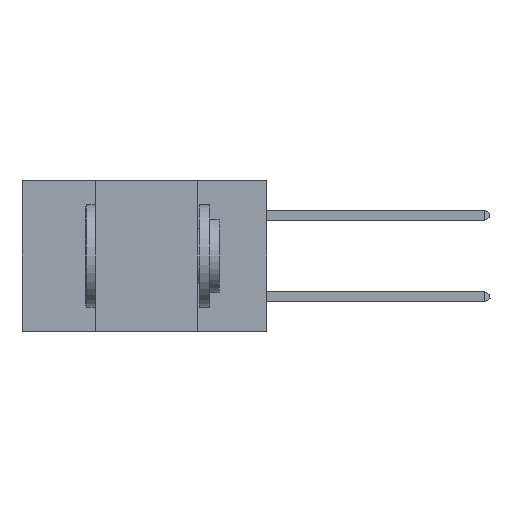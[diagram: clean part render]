
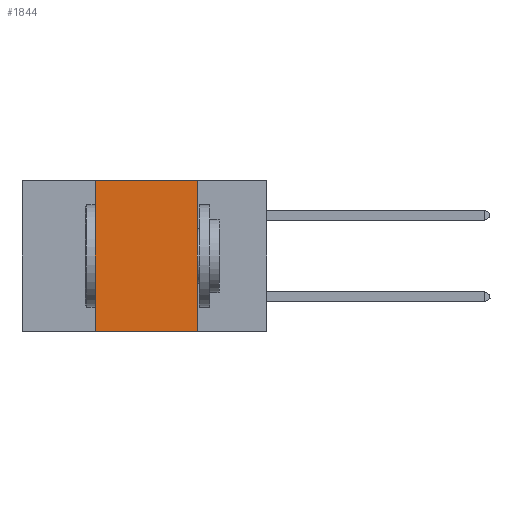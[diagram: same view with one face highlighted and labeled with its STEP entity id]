
A CAD part, left-side view. The second image highlights one B-rep face of the part: STEP entity #1844.
In plain terms, the highlighted planar face has unit normal (-1, 0, 0).
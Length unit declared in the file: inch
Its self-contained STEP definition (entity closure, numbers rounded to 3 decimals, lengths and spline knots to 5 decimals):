
#80 = LINE ( 'NONE', #4739, #6314 ) ;
#443 = EDGE_CURVE ( 'NONE', #23009, #3703, #5702, .T. ) ;
#584 = DIRECTION ( 'NONE',  ( 0., -1., 0. ) ) ;
#1171 = CARTESIAN_POINT ( 'NONE',  ( 0., 0.42, -0.37 ) ) ;
#1533 = ORIENTED_EDGE ( 'NONE', *, *, #15397, .F. ) ;
#1844 = ADVANCED_FACE ( 'NONE', ( #21956 ), #24735, .F. ) ;
#3264 = CARTESIAN_POINT ( 'NONE',  ( 0., 0.6, -0.37 ) ) ;
#3472 = DIRECTION ( 'NONE',  ( 0., 0., -1. ) ) ;
#3703 = VERTEX_POINT ( 'NONE', #15807 ) ;
#4739 = CARTESIAN_POINT ( 'NONE',  ( 0., 0.42, 0. ) ) ;
#5702 = LINE ( 'NONE', #3264, #18218 ) ;
#6314 = VECTOR ( 'NONE', #18444, 39.37008 ) ;
#6798 = CARTESIAN_POINT ( 'NONE',  ( 0., 0.17, 0. ) ) ;
#7017 = ORIENTED_EDGE ( 'NONE', *, *, #18629, .F. ) ;
#7515 = VERTEX_POINT ( 'NONE', #16823 ) ;
#8095 = ORIENTED_EDGE ( 'NONE', *, *, #20628, .F. ) ;
#11279 = VECTOR ( 'NONE', #584, 39.37008 ) ;
#12288 = EDGE_LOOP ( 'NONE', ( #1533, #7017, #8095, #23730 ) ) ;
#13544 = VECTOR ( 'NONE', #22333, 39.37008 ) ;
#15397 = EDGE_CURVE ( 'NONE', #24285, #3703, #24680, .T. ) ;
#15772 = AXIS2_PLACEMENT_3D ( 'NONE', #26972, #27167, #3472 ) ;
#15807 = CARTESIAN_POINT ( 'NONE',  ( 0., 0.17, -0.37 ) ) ;
#16823 = CARTESIAN_POINT ( 'NONE',  ( 0., 0.42, 0. ) ) ;
#18218 = VECTOR ( 'NONE', #21122, 39.37008 ) ;
#18444 = DIRECTION ( 'NONE',  ( 0., 0., 1. ) ) ;
#18629 = EDGE_CURVE ( 'NONE', #7515, #24285, #22412, .T. ) ;
#20628 = EDGE_CURVE ( 'NONE', #23009, #7515, #80, .T. ) ;
#20954 = CARTESIAN_POINT ( 'NONE',  ( 0., 0.6, 0. ) ) ;
#21122 = DIRECTION ( 'NONE',  ( 0., -1., 0. ) ) ;
#21956 = FACE_OUTER_BOUND ( 'NONE', #12288, .T. ) ;
#22333 = DIRECTION ( 'NONE',  ( 0., 0., -1. ) ) ;
#22412 = LINE ( 'NONE', #20954, #11279 ) ;
#22504 = CARTESIAN_POINT ( 'NONE',  ( 0., 0.17, 0. ) ) ;
#23009 = VERTEX_POINT ( 'NONE', #1171 ) ;
#23730 = ORIENTED_EDGE ( 'NONE', *, *, #443, .T. ) ;
#24285 = VERTEX_POINT ( 'NONE', #22504 ) ;
#24680 = LINE ( 'NONE', #6798, #13544 ) ;
#24735 = PLANE ( 'NONE',  #15772 ) ;
#26972 = CARTESIAN_POINT ( 'NONE',  ( 0., 0.6, 0. ) ) ;
#27167 = DIRECTION ( 'NONE',  ( 1., 0., 0. ) ) ;
